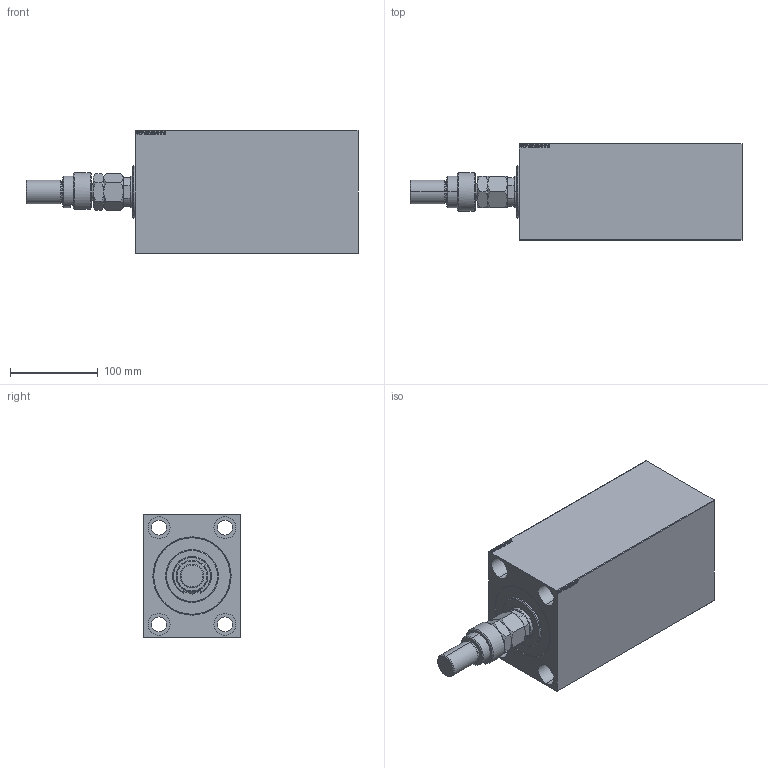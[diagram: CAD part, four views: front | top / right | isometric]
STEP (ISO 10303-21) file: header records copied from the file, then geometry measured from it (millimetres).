
FILE_DESCRIPTION (( 'STEP AP203' ), '1' );
FILE_NAME ('36be.STEP', '2021-11-01T19:13:53', ( '' ), ( '' ), 'SwSTEP 2.0', 'SolidWorks 2019', '' );
FILE_SCHEMA (( 'CONFIG_CONTROL_DESIGN' ));
Length unit declared in the file: millimetre
Products named in the file (7): V450CM_VC_B cc757debd168f612a7e86d789e5b9b68; 36be; V450CM_C cc757debd168f612a7e86d789e5b9b68; FEMALE_PART_FOR_DFA cc757debd168f612a7e86d789e5b9b68; DFA cc757debd168f612a7e86d789e5b9b68; V450CM_C_VCP cc757debd168f612a7e86d789e5b9b68; MFA cc757debd168f612a7e86d789e5b9b68
Assembly tree (6 placements, depth 3):
  36be
    V450CM_C cc757debd168f612a7e86d789e5b9b68
    V450CM_C_VCP cc757debd168f612a7e86d789e5b9b68
    V450CM_VC_B cc757debd168f612a7e86d789e5b9b68
    DFA cc757debd168f612a7e86d789e5b9b68
      FEMALE_PART_FOR_DFA cc757debd168f612a7e86d789e5b9b68
      MFA cc757debd168f612a7e86d789e5b9b68
Bounding box: 377.5 x 110 x 140 mm (x, y, z)
Volume: 3078349.4 mm3; surface area: 364407.5 mm2
Topology: 5 solids, 5 shells, 950 faces, 2401 edges, 1575 vertices
Faces by surface type: plane 437, bspline 380, cylinder 75, cone 54, torus 4
Entity records: 47004 total; most frequent: CARTESIAN_POINT 25958, ORIENTED_EDGE 4798, DIRECTION 2937, EDGE_CURVE 2399, VERTEX_POINT 1575, LINE 1365, VECTOR 1365, EDGE_LOOP 1080
